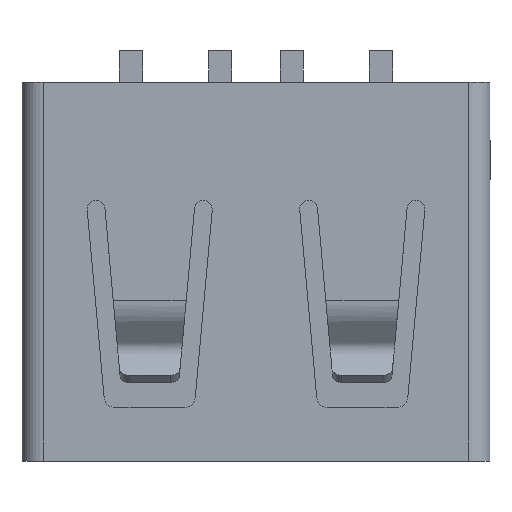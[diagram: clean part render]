
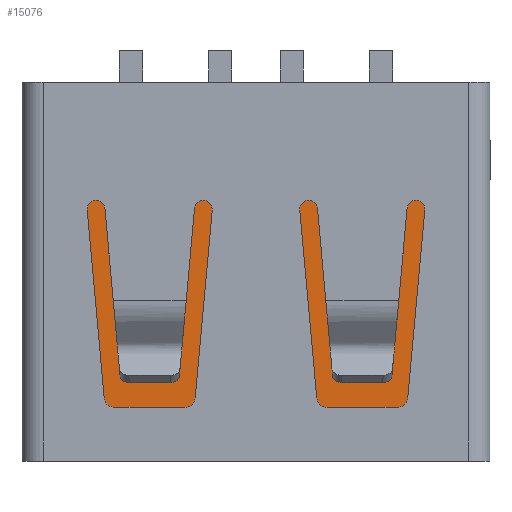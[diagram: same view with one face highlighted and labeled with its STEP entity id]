
A CAD part, top view. The second image highlights one B-rep face of the part: STEP entity #15076.
In plain terms, the highlighted planar face has unit normal (0, 0, 1).
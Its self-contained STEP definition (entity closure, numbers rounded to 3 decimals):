
#528=PLANE('',#15930);
#1042=FACE_OUTER_BOUND('',#1855,.T.);
#1855=EDGE_LOOP('',(#9969,#9970,#9971,#9972));
#3063=LINE('',#21070,#4625);
#3165=LINE('',#21284,#4727);
#3166=LINE('',#21285,#4728);
#3167=LINE('',#21286,#4729);
#4625=VECTOR('',#17154,1.);
#4727=VECTOR('',#17324,1.);
#4728=VECTOR('',#17325,1.);
#4729=VECTOR('',#17326,1.);
#6207=VERTEX_POINT('',#21067);
#6208=VERTEX_POINT('',#21069);
#6285=VERTEX_POINT('',#21282);
#6286=VERTEX_POINT('',#21283);
#7607=EDGE_CURVE('',#6208,#6207,#3063,.T.);
#7717=EDGE_CURVE('',#6285,#6286,#3165,.T.);
#7718=EDGE_CURVE('',#6286,#6208,#3166,.T.);
#7719=EDGE_CURVE('',#6207,#6285,#3167,.T.);
#9969=ORIENTED_EDGE('',*,*,#7717,.T.);
#9970=ORIENTED_EDGE('',*,*,#7718,.T.);
#9971=ORIENTED_EDGE('',*,*,#7607,.T.);
#9972=ORIENTED_EDGE('',*,*,#7719,.T.);
#15076=ADVANCED_FACE('',(#1042),#528,.F.);
#15930=AXIS2_PLACEMENT_3D('',#21281,#17322,#17323);
#17154=DIRECTION('',(-1.,0.,0.));
#17322=DIRECTION('center_axis',(0.,0.,-1.));
#17323=DIRECTION('ref_axis',(-1.,0.,0.));
#17324=DIRECTION('',(1.,0.,0.));
#17325=DIRECTION('',(0.,1.,0.));
#17326=DIRECTION('',(0.,-1.,0.));
#21067=CARTESIAN_POINT('',(-5.3,1.033,5.27));
#21069=CARTESIAN_POINT('',(5.3,1.033,5.27));
#21070=CARTESIAN_POINT('',(-5.5,1.033,5.27));
#21281=CARTESIAN_POINT('Origin',(-5.5,-18.019,5.27));
#21282=CARTESIAN_POINT('',(-5.3,-5.867,5.27));
#21283=CARTESIAN_POINT('',(5.3,-5.867,5.27));
#21284=CARTESIAN_POINT('',(5.5,-5.867,5.27));
#21285=CARTESIAN_POINT('',(5.3,-18.019,5.27));
#21286=CARTESIAN_POINT('',(-5.3,-18.019,5.27));
